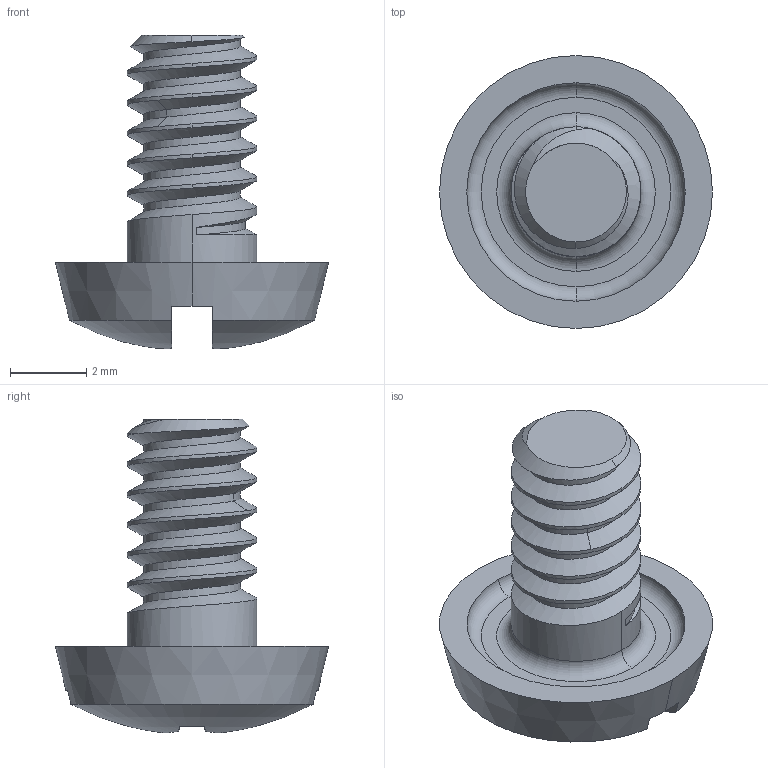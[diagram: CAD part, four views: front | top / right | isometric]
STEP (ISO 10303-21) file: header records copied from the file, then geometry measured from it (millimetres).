
FILE_DESCRIPTION(('STEP AP242'),'1');
FILE_NAME('2-1437402-4.stp','2022-08-28T12:29:16',('TraceParts'),('TraceParts S.A.'),'Spatial InterOp 3D',' ',' ');
FILE_SCHEMA(('AP242_MANAGED_MODEL_BASED_3D_ENGINEERING_MIM_LF {1 0 10303 442 1 1 4}'));
Length unit declared in the file: millimetre
Products named in the file (1): 2-1437402-4
Bounding box: 7.18 x 7.18 x 8.24 mm (x, y, z)
Volume: 97.5 mm3; surface area: 212.9 mm2
Topology: 1 solids, 1 shells, 67 faces, 182 edges, 119 vertices
Faces by surface type: plane 34, cylinder 13, bspline 8, cone 6, torus 4, sphere 2
Entity records: 4478 total; most frequent: CARTESIAN_POINT 2843, ORIENTED_EDGE 364, DIRECTION 300, EDGE_CURVE 182, VERTEX_POINT 119, AXIS2_PLACEMENT_3D 103, LINE 94, VECTOR 94
